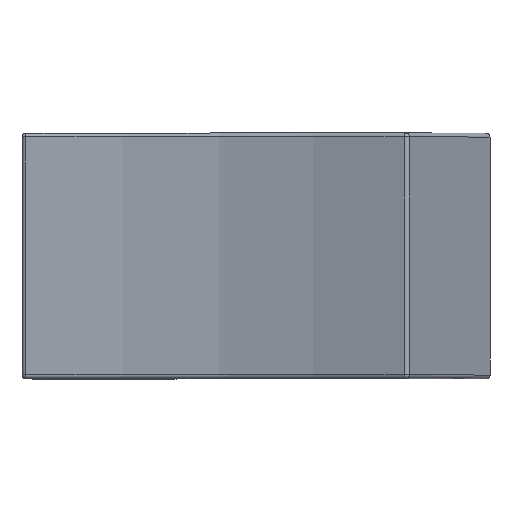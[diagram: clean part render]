
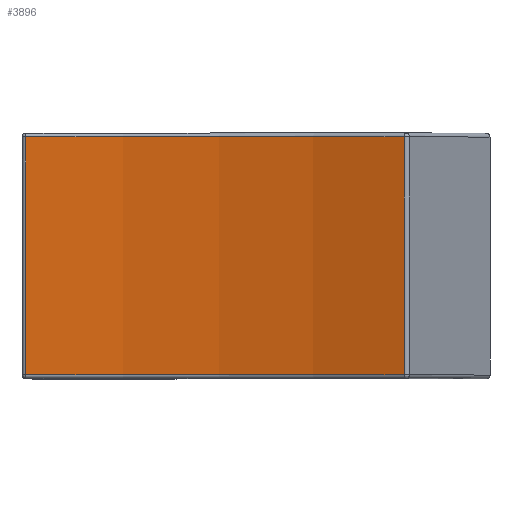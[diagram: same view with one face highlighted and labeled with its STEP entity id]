
A CAD part, top view. The second image highlights one B-rep face of the part: STEP entity #3896.
In plain terms, the highlighted cylindrical face has radius 29.23 mm (diameter 58.461 mm), a partial arc.
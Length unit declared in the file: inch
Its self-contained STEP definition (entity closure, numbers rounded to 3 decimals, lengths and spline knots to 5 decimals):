
#57=CIRCLE('',#4145,1.1508);
#59=CIRCLE('',#4148,1.1508);
#305=LINE('',#5927,#712);
#310=LINE('',#5943,#717);
#712=VECTOR('',#4531,0.3937);
#717=VECTOR('',#4554,0.3937);
#1053=CYLINDRICAL_SURFACE('',#4162,1.1508);
#1122=FACE_OUTER_BOUND('',#1338,.T.);
#1338=EDGE_LOOP('',(#2942,#2943,#2944,#2945));
#1737=VERTEX_POINT('',#5893);
#1741=VERTEX_POINT('',#5901);
#1745=VERTEX_POINT('',#5910);
#1746=VERTEX_POINT('',#5914);
#2178=EDGE_CURVE('',#1746,#1745,#305,.T.);
#2180=EDGE_CURVE('',#1741,#1746,#57,.T.);
#2182=EDGE_CURVE('',#1745,#1737,#59,.T.);
#2188=EDGE_CURVE('',#1737,#1741,#310,.T.);
#2942=ORIENTED_EDGE('',*,*,#2178,.F.);
#2943=ORIENTED_EDGE('',*,*,#2180,.F.);
#2944=ORIENTED_EDGE('',*,*,#2188,.F.);
#2945=ORIENTED_EDGE('',*,*,#2182,.F.);
#3896=ADVANCED_FACE('',(#1122),#1053,.F.);
#4145=AXIS2_PLACEMENT_3D('',#5930,#4535,#4536);
#4148=AXIS2_PLACEMENT_3D('',#5933,#4541,#4542);
#4162=AXIS2_PLACEMENT_3D('',#5991,#4595,#4596);
#4531=DIRECTION('',(0.,1.,0.));
#4535=DIRECTION('center_axis',(0.,1.,0.));
#4536=DIRECTION('ref_axis',(0.216,0.,-0.976));
#4541=DIRECTION('center_axis',(0.,-1.,0.));
#4542=DIRECTION('ref_axis',(0.216,0.,-0.976));
#4554=DIRECTION('',(0.,-1.,0.));
#4595=DIRECTION('center_axis',(0.,-1.,0.));
#4596=DIRECTION('ref_axis',(-0.007,0.,1.));
#5893=CARTESIAN_POINT('',(0.17265,0.14528,0.75838));
#5901=CARTESIAN_POINT('',(0.17265,-0.14528,0.75838));
#5910=CARTESIAN_POINT('',(-0.2893,0.14528,0.65596));
#5914=CARTESIAN_POINT('',(-0.2893,-0.14528,0.65596));
#5927=CARTESIAN_POINT('',(-0.2893,0.,0.65596));
#5930=CARTESIAN_POINT('Origin',(-0.30208,-0.14528,1.80669));
#5933=CARTESIAN_POINT('Origin',(-0.30208,0.14528,1.80669));
#5943=CARTESIAN_POINT('',(0.17265,0.,0.75838));
#5991=CARTESIAN_POINT('Origin',(-0.30208,0.,1.80669));
